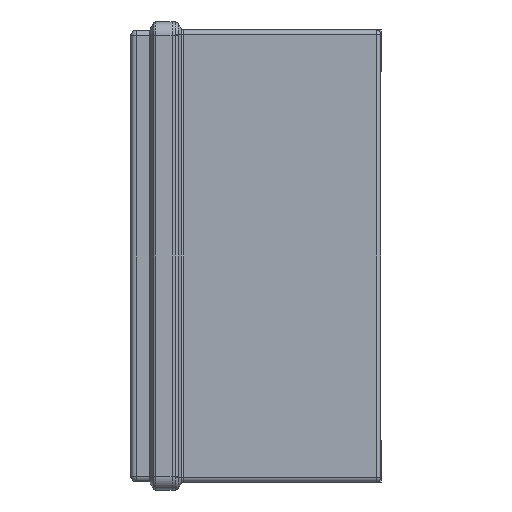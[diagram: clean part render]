
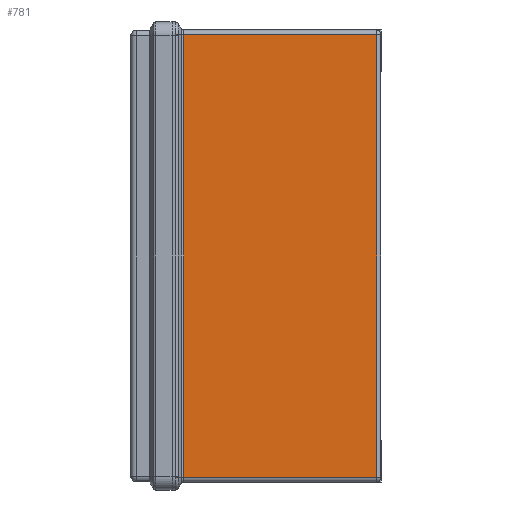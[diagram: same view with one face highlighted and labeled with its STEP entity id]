
A CAD part, left-side view. The second image highlights one B-rep face of the part: STEP entity #781.
In plain terms, the highlighted planar face has unit normal (-1, 0, 0).
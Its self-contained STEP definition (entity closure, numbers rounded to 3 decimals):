
#385 = CARTESIAN_POINT ( 'NONE',  ( -110.6, -4.166, -80.3 ) ) ;
#781 = ADVANCED_FACE ( 'NONE', ( #16068 ), #8626, .T. ) ;
#783 = EDGE_CURVE ( 'NONE', #3885, #12069, #9297, .T. ) ;
#882 = VECTOR ( 'NONE', #25149, 1000. ) ;
#1311 = VERTEX_POINT ( 'NONE', #22333 ) ;
#3091 = LINE ( 'NONE', #22427, #18758 ) ;
#3885 = VERTEX_POINT ( 'NONE', #24345 ) ;
#4775 = ORIENTED_EDGE ( 'NONE', *, *, #783, .T. ) ;
#5614 = CARTESIAN_POINT ( 'NONE',  ( -110.6, -74.3, 80.3 ) ) ;
#6104 = ORIENTED_EDGE ( 'NONE', *, *, #22390, .T. ) ;
#6500 = CARTESIAN_POINT ( 'NONE',  ( -110.6, -74.3, 80.3 ) ) ;
#6788 = CARTESIAN_POINT ( 'NONE',  ( -110.6, -75.8, -80.3 ) ) ;
#8338 = ORIENTED_EDGE ( 'NONE', *, *, #16338, .T. ) ;
#8548 = DIRECTION ( 'NONE',  ( 0., 0., 1. ) ) ;
#8626 = PLANE ( 'NONE',  #18635 ) ;
#9297 = LINE ( 'NONE', #6500, #10618 ) ;
#10618 = VECTOR ( 'NONE', #8548, 1000. ) ;
#10619 = DIRECTION ( 'NONE',  ( 0., 0., 1. ) ) ;
#10821 = CARTESIAN_POINT ( 'NONE',  ( -110.6, -4.166, -82.1 ) ) ;
#11148 = LINE ( 'NONE', #6788, #20719 ) ;
#12069 = VERTEX_POINT ( 'NONE', #5614 ) ;
#12281 = VERTEX_POINT ( 'NONE', #385 ) ;
#12890 = DIRECTION ( 'NONE',  ( 0., -1., 0. ) ) ;
#16068 = FACE_OUTER_BOUND ( 'NONE', #23819, .T. ) ;
#16338 = EDGE_CURVE ( 'NONE', #12281, #3885, #11148, .T. ) ;
#16800 = DIRECTION ( 'NONE',  ( -1., 0., 0. ) ) ;
#16935 = ORIENTED_EDGE ( 'NONE', *, *, #21189, .T. ) ;
#17225 = LINE ( 'NONE', #10821, #882 ) ;
#18635 = AXIS2_PLACEMENT_3D ( 'NONE', #22935, #16800, #10619 ) ;
#18758 = VECTOR ( 'NONE', #24448, 1000. ) ;
#20719 = VECTOR ( 'NONE', #12890, 1000. ) ;
#21189 = EDGE_CURVE ( 'NONE', #1311, #12281, #17225, .T. ) ;
#22333 = CARTESIAN_POINT ( 'NONE',  ( -110.6, -4.166, 80.3 ) ) ;
#22390 = EDGE_CURVE ( 'NONE', #12069, #1311, #3091, .T. ) ;
#22427 = CARTESIAN_POINT ( 'NONE',  ( -110.6, -75.8, 80.3 ) ) ;
#22935 = CARTESIAN_POINT ( 'NONE',  ( -110.6, -75.8, -82.1 ) ) ;
#23819 = EDGE_LOOP ( 'NONE', ( #8338, #4775, #6104, #16935 ) ) ;
#24345 = CARTESIAN_POINT ( 'NONE',  ( -110.6, -74.3, -80.3 ) ) ;
#24448 = DIRECTION ( 'NONE',  ( 0., 1., 0. ) ) ;
#25149 = DIRECTION ( 'NONE',  ( 0., 0., -1. ) ) ;
